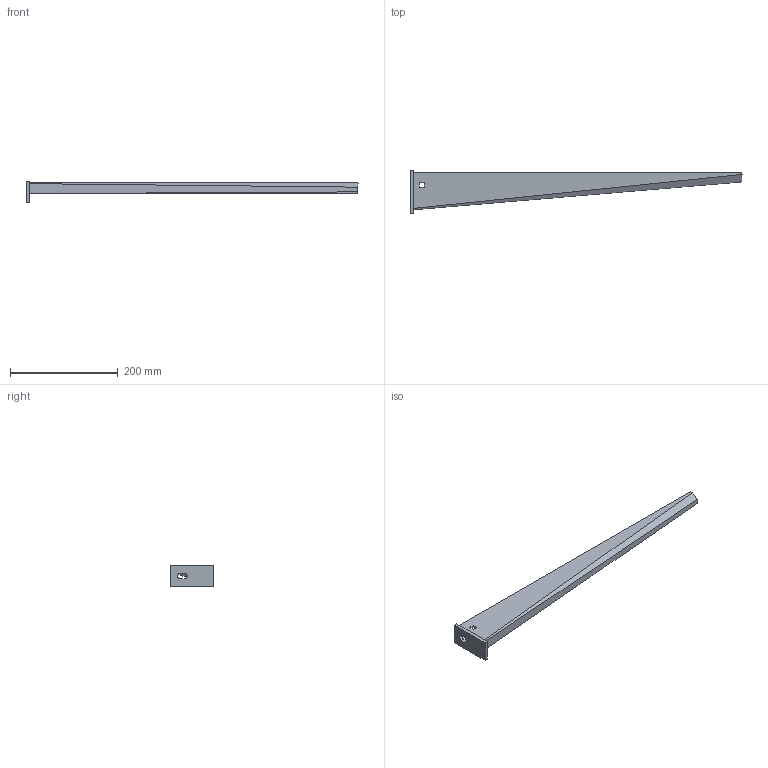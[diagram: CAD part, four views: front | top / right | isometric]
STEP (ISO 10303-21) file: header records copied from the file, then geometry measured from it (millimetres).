
FILE_DESCRIPTION (( 'STEP AP214' ), '1' );
FILE_NAME ('6420826.stp', '2024-06-13T06:03:55', ( '' ), ( '' ), 'SwSTEP 2.0', 'SolidWorks 2022', '' );
FILE_SCHEMA (( 'AUTOMOTIVE_DESIGN' ));
Length unit declared in the file: millimetre
Products named in the file (3): 6420826; 126854_Standard; KTS 04.020-031_80x40x6
Assembly tree (2 placements, depth 2):
  6420826
    126854_Standard
    KTS 04.020-031_80x40x6
Bounding box: 616.05 x 80 x 40 mm (x, y, z)
Volume: 104510 mm3; surface area: 98665.5 mm2
Topology: 2 solids, 2 shells, 63 faces, 178 edges, 119 vertices
Faces by surface type: plane 44, cylinder 14, bspline 5
Entity records: 2270 total; most frequent: CARTESIAN_POINT 536, ORIENTED_EDGE 356, DIRECTION 304, EDGE_CURVE 178, LINE 122, VECTOR 122, VERTEX_POINT 119, AXIS2_PLACEMENT_3D 91
